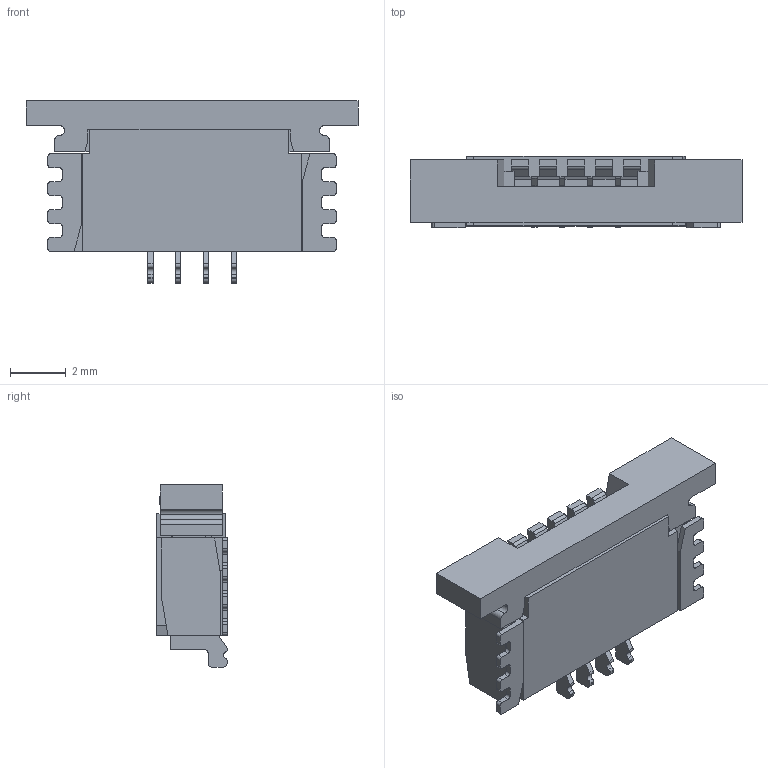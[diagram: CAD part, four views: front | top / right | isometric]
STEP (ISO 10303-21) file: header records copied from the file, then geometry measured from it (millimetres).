
FILE_DESCRIPTION(('STEP AP214'),'1');
FILE_NAME(' ',' ',('TraceParts'),('TraceParts S.A.'),'XStep 1.0',' ',' ');
FILE_SCHEMA(('automotive_design'));
Length unit declared in the file: millimetre
Products named in the file (1): C-84953-4
Bounding box: 11.92 x 2.58 x 6.55 mm (x, y, z)
Volume: 109 mm3; surface area: 358.9 mm2
Topology: 1 solids, 1 shells, 335 faces, 971 edges, 637 vertices
Faces by surface type: plane 249, cylinder 86
Entity records: 10968 total; most frequent: CARTESIAN_POINT 1944, ORIENTED_EDGE 1942, DIRECTION 1815, EDGE_CURVE 971, LINE 799, VECTOR 799, VERTEX_POINT 637, AXIS2_PLACEMENT_3D 508
